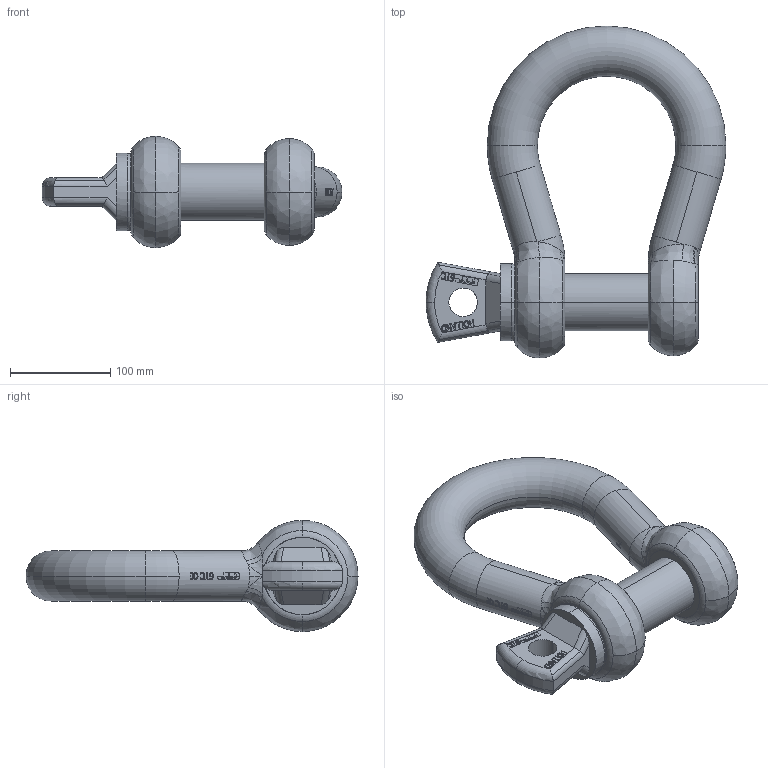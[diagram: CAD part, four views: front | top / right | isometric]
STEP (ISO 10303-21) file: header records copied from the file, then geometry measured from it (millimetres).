
FILE_DESCRIPTION(('STEP AP214'),'1');
FILE_NAME('gpghbb50.stp','2017-03-31T06:01:37',('TraceParts'),('TraceParts S.A.'),'Spatial InterOp 3D',' ',' ');
FILE_SCHEMA(('automotive_design'));
Length unit declared in the file: millimetre
Products named in the file (2): gpghbb50_1; gpghbb50_2
Bounding box: 299 x 331 x 111 mm (x, y, z)
Volume: 2208119.7 mm3; surface area: 210359.5 mm2
Topology: 2 solids, 2 shells, 679 faces, 2109 edges, 1463 vertices
Faces by surface type: bspline 288, plane 233, cylinder 121, torus 34, cone 3
Entity records: 34335 total; most frequent: CARTESIAN_POINT 13557, ORIENTED_EDGE 4202, EDGE_CURVE 2101, DIRECTION 1577, VERTEX_POINT 1463, B_SPLINE_CURVE_WITH_KNOTS 1377, EDGE_LOOP 722, STYLED_ITEM 681
